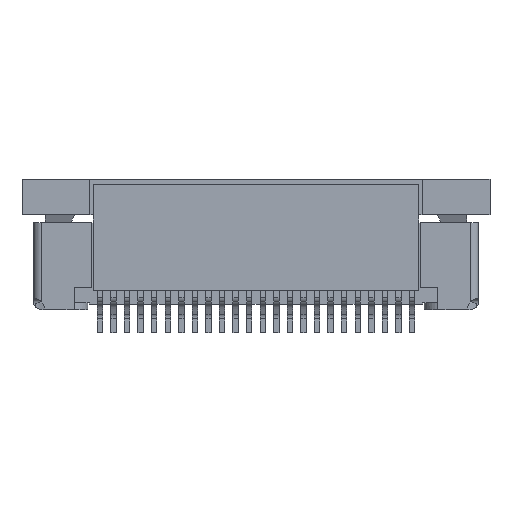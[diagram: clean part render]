
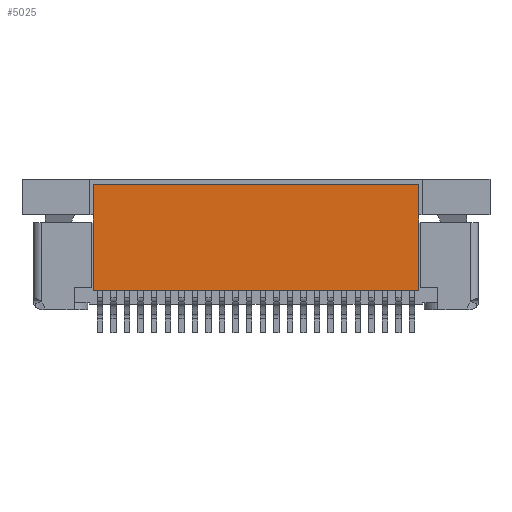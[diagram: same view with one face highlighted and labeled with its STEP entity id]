
A CAD part, top view. The second image highlights one B-rep face of the part: STEP entity #5025.
In plain terms, the highlighted planar face has unit normal (0, 0, 1).
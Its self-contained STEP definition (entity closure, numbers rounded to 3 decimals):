
#314 = VERTEX_POINT('',#315);
#315 = CARTESIAN_POINT('',(-6.,-1.7,2.1));
#321 = EDGE_CURVE('',#314,#322,#324,.T.);
#322 = VERTEX_POINT('',#323);
#323 = CARTESIAN_POINT('',(6.,-1.7,2.1));
#324 = LINE('',#325,#326);
#325 = CARTESIAN_POINT('',(0.,-1.7,2.1));
#326 = VECTOR('',#327,1.);
#327 = DIRECTION('',(1.,0.,0.));
#4981 = EDGE_CURVE('',#322,#4982,#4984,.T.);
#4982 = VERTEX_POINT('',#4983);
#4983 = CARTESIAN_POINT('',(6.,2.2,2.1));
#4984 = LINE('',#4985,#4986);
#4985 = CARTESIAN_POINT('',(6.,0.258,2.1));
#4986 = VECTOR('',#4987,1.);
#4987 = DIRECTION('',(0.,1.,0.));
#5025 = ADVANCED_FACE('',(#5026),#5044,.F.);
#5026 = FACE_BOUND('',#5027,.F.);
#5027 = EDGE_LOOP('',(#5028,#5036,#5042,#5043));
#5028 = ORIENTED_EDGE('',*,*,#5029,.T.);
#5029 = EDGE_CURVE('',#314,#5030,#5032,.T.);
#5030 = VERTEX_POINT('',#5031);
#5031 = CARTESIAN_POINT('',(-6.,2.2,2.1));
#5032 = LINE('',#5033,#5034);
#5033 = CARTESIAN_POINT('',(-6.,0.8,2.1));
#5034 = VECTOR('',#5035,1.);
#5035 = DIRECTION('',(0.,1.,0.));
#5036 = ORIENTED_EDGE('',*,*,#5037,.T.);
#5037 = EDGE_CURVE('',#5030,#4982,#5038,.T.);
#5038 = LINE('',#5039,#5040);
#5039 = CARTESIAN_POINT('',(-6.,2.2,2.1));
#5040 = VECTOR('',#5041,1.);
#5041 = DIRECTION('',(1.,0.,0.));
#5042 = ORIENTED_EDGE('',*,*,#4981,.F.);
#5043 = ORIENTED_EDGE('',*,*,#321,.F.);
#5044 = PLANE('',#5045);
#5045 = AXIS2_PLACEMENT_3D('',#5046,#5047,#5048);
#5046 = CARTESIAN_POINT('',(0.,-0.126,2.1));
#5047 = DIRECTION('',(0.,0.,-1.));
#5048 = DIRECTION('',(0.,-1.,0.));
